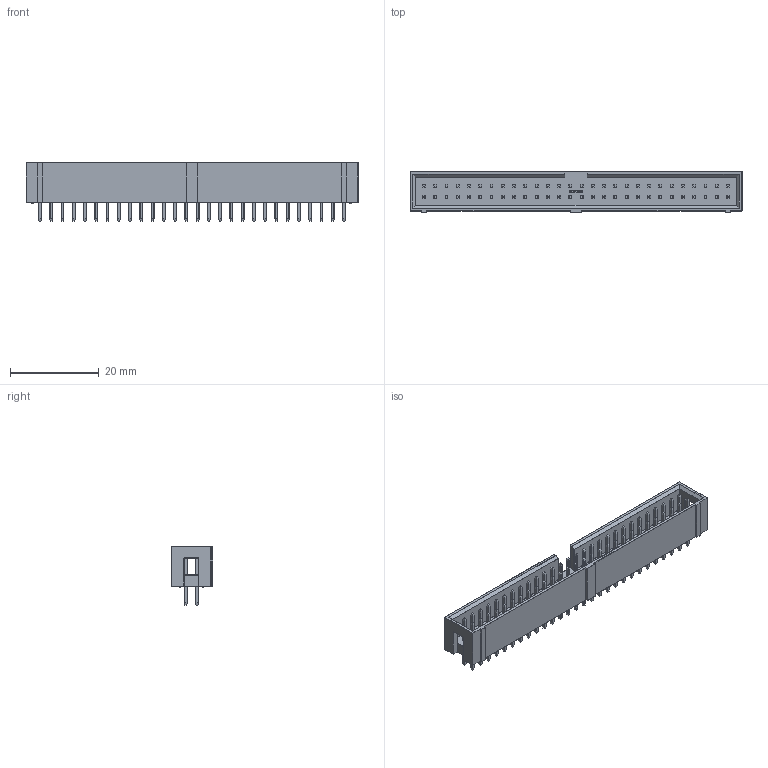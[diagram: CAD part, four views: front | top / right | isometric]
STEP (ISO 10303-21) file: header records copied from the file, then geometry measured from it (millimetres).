
FILE_DESCRIPTION(/* description */ (''),/* implementation_level */ '2;1');
FILE_NAME(/* name */ '56-Pin Shrouded Header (IDC) Straight.stp',/* time_stamp */ '2019-09-23T18:04:19+02:00',/* author */ ('Bernd das Brot'),/* organization */ (''),/* preprocessor_version */ 'ST-DEVELOPER v17.2',/* originating_system */ 'Autodesk Inventor 2019',/* authorisation */ '');
FILE_SCHEMA (('AUTOMOTIVE_DESIGN { 1 0 10303 214 3 1 1 }'));
Length unit declared in the file: millimetre
Products named in the file (3): 56-Pin Shrouded Header (IDC) Straight; Straight Contact; 56-Pin Shrouded Header Body
Assembly tree (57 placements, depth 2):
  56-Pin Shrouded Header (IDC) Straight
    Straight Contact  x56
    56-Pin Shrouded Header Body
Bounding box: 74.93 x 9.37 x 13.17 mm (x, y, z)
Volume: 3121 mm3; surface area: 5830.8 mm2
Topology: 57 solids, 57 shells, 1602 faces, 4236 edges, 2757 vertices
Faces by surface type: plane 1114, cylinder 344, bspline 80, sphere 41, torus 23
Entity records: 19957 total; most frequent: CARTESIAN_POINT 4609, ORIENTED_EDGE 3184, DIRECTION 2911, EDGE_CURVE 1592, LINE 1169, VECTOR 1169, VERTEX_POINT 997, AXIS2_PLACEMENT_3D 871
